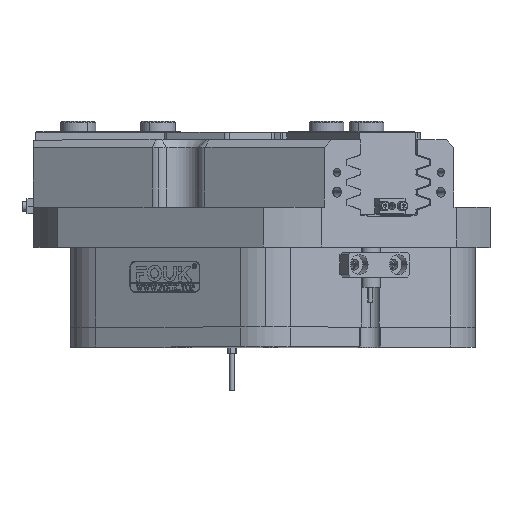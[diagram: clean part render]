
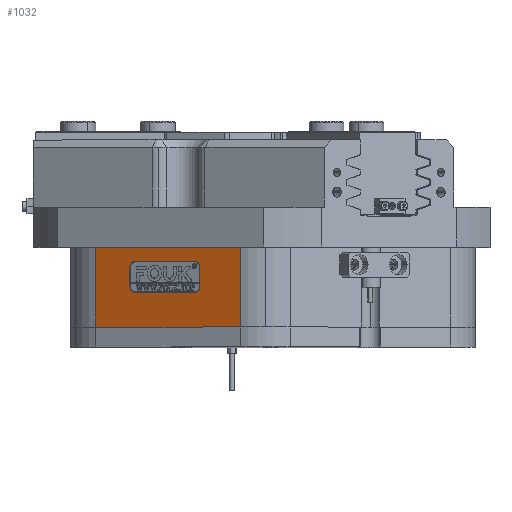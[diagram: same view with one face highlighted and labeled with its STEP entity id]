
A CAD part, top view. The second image highlights one B-rep face of the part: STEP entity #1032.
In plain terms, the highlighted planar face has unit normal (-0.5, 0, 0.866).
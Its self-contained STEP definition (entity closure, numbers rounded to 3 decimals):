
#102 = CARTESIAN_POINT ( 'NONE',  ( -54.423, 24.1, 63.264 ) ) ;
#380 = DIRECTION ( 'NONE',  ( 0.5, 0., -0.866 ) ) ;
#410 = CIRCLE ( 'NONE', #12961, 2.1 ) ;
#503 = EDGE_CURVE ( 'NONE', #38015, #23975, #4221, .T. ) ;
#742 = VERTEX_POINT ( 'NONE', #12373 ) ;
#1032 = ADVANCED_FACE ( 'NONE', ( #35315, #21534 ), #30548, .T. ) ;
#1856 = CARTESIAN_POINT ( 'NONE',  ( -30.175, 16.1, 77.264 ) ) ;
#2259 = LINE ( 'NONE', #27600, #23643 ) ;
#2624 = VERTEX_POINT ( 'NONE', #9167 ) ;
#2647 = VERTEX_POINT ( 'NONE', #32239 ) ;
#3359 = ORIENTED_EDGE ( 'NONE', *, *, #6697, .T. ) ;
#3365 = DIRECTION ( 'NONE',  ( -0.866, 0., -0.5 ) ) ;
#3950 = CARTESIAN_POINT ( 'NONE',  ( -28.356, 24.1, 78.314 ) ) ;
#3991 = VECTOR ( 'NONE', #39965, 1000. ) ;
#4221 = CIRCLE ( 'NONE', #8903, 2.1 ) ;
#4824 = CARTESIAN_POINT ( 'NONE',  ( -70., 0., 54.271 ) ) ;
#5204 = CARTESIAN_POINT ( 'NONE',  ( -30.175, 14., 77.264 ) ) ;
#6697 = EDGE_CURVE ( 'NONE', #23975, #2624, #40202, .T. ) ;
#7550 = AXIS2_PLACEMENT_3D ( 'NONE', #40352, #33543, #33400 ) ;
#8903 = AXIS2_PLACEMENT_3D ( 'NONE', #22761, #16356, #3365 ) ;
#9167 = CARTESIAN_POINT ( 'NONE',  ( -56.242, 24.1, 62.214 ) ) ;
#9570 = ORIENTED_EDGE ( 'NONE', *, *, #27777, .T. ) ;
#10162 = CARTESIAN_POINT ( 'NONE',  ( 82., 0., 142.028 ) ) ;
#10195 = EDGE_CURVE ( 'NONE', #742, #38015, #14963, .T. ) ;
#10413 = CARTESIAN_POINT ( 'NONE',  ( -28.356, 24.1, 78.314 ) ) ;
#10661 = DIRECTION ( 'NONE',  ( 0., -1., 0. ) ) ;
#10693 = DIRECTION ( 'NONE',  ( 0.5, 0., -0.866 ) ) ;
#10765 = DIRECTION ( 'NONE',  ( 0., -1., 0. ) ) ;
#10894 = LINE ( 'NONE', #16365, #28745 ) ;
#10906 = VERTEX_POINT ( 'NONE', #23671 ) ;
#11274 = DIRECTION ( 'NONE',  ( 0.866, 0., 0.5 ) ) ;
#11665 = EDGE_CURVE ( 'NONE', #15280, #29045, #34756, .T. ) ;
#12127 = ORIENTED_EDGE ( 'NONE', *, *, #37348, .F. ) ;
#12373 = CARTESIAN_POINT ( 'NONE',  ( -30.175, 14., 77.264 ) ) ;
#12438 = CIRCLE ( 'NONE', #32727, 2.1 ) ;
#12961 = AXIS2_PLACEMENT_3D ( 'NONE', #1856, #24635, #41031 ) ;
#14963 = LINE ( 'NONE', #5204, #23609 ) ;
#15267 = EDGE_CURVE ( 'NONE', #10906, #23730, #40199, .T. ) ;
#15280 = VERTEX_POINT ( 'NONE', #30833 ) ;
#16121 = VECTOR ( 'NONE', #17124, 1000. ) ;
#16356 = DIRECTION ( 'NONE',  ( 0.5, 0., -0.866 ) ) ;
#16365 = CARTESIAN_POINT ( 'NONE',  ( -30.175, 26.2, 77.264 ) ) ;
#17089 = VECTOR ( 'NONE', #34312, 1000. ) ;
#17124 = DIRECTION ( 'NONE',  ( -0.866, 0., -0.5 ) ) ;
#17738 = EDGE_CURVE ( 'NONE', #2647, #18464, #21160, .T. ) ;
#18065 = ORIENTED_EDGE ( 'NONE', *, *, #10195, .T. ) ;
#18464 = VERTEX_POINT ( 'NONE', #35284 ) ;
#19249 = CARTESIAN_POINT ( 'NONE',  ( -28.356, 16.1, 78.314 ) ) ;
#20951 = VERTEX_POINT ( 'NONE', #19249 ) ;
#21099 = CARTESIAN_POINT ( 'NONE',  ( -12., 75., 87.757 ) ) ;
#21160 = LINE ( 'NONE', #21099, #17089 ) ;
#21467 = EDGE_CURVE ( 'NONE', #32520, #15280, #10894, .T. ) ;
#21534 = FACE_BOUND ( 'NONE', #36764, .T. ) ;
#21753 = CARTESIAN_POINT ( 'NONE',  ( -54.423, 14., 63.264 ) ) ;
#22761 = CARTESIAN_POINT ( 'NONE',  ( -54.423, 16.1, 63.264 ) ) ;
#23377 = CARTESIAN_POINT ( 'NONE',  ( -30.175, 24.1, 77.264 ) ) ;
#23609 = VECTOR ( 'NONE', #37728, 1000. ) ;
#23643 = VECTOR ( 'NONE', #11274, 1000. ) ;
#23671 = CARTESIAN_POINT ( 'NONE',  ( -70., 32., 54.271 ) ) ;
#23730 = VERTEX_POINT ( 'NONE', #4824 ) ;
#23975 = VERTEX_POINT ( 'NONE', #38615 ) ;
#24635 = DIRECTION ( 'NONE',  ( 0.5, 0., -0.866 ) ) ;
#25625 = CARTESIAN_POINT ( 'NONE',  ( -54.423, 26.2, 63.264 ) ) ;
#25646 = EDGE_CURVE ( 'NONE', #20951, #742, #410, .T. ) ;
#26176 = ORIENTED_EDGE ( 'NONE', *, *, #30456, .T. ) ;
#26773 = DIRECTION ( 'NONE',  ( 0.866, 0., 0.5 ) ) ;
#26800 = EDGE_LOOP ( 'NONE', ( #12127, #29881, #38666, #38311 ) ) ;
#27231 = EDGE_CURVE ( 'NONE', #2647, #23730, #40520, .T. ) ;
#27600 = CARTESIAN_POINT ( 'NONE',  ( -41., 32., 71.014 ) ) ;
#27777 = EDGE_CURVE ( 'NONE', #29045, #20951, #36444, .T. ) ;
#28745 = VECTOR ( 'NONE', #39131, 1000. ) ;
#29045 = VERTEX_POINT ( 'NONE', #10413 ) ;
#29532 = AXIS2_PLACEMENT_3D ( 'NONE', #23377, #10693, #26773 ) ;
#29881 = ORIENTED_EDGE ( 'NONE', *, *, #15267, .T. ) ;
#30372 = ORIENTED_EDGE ( 'NONE', *, *, #21467, .T. ) ;
#30456 = EDGE_CURVE ( 'NONE', #2624, #32520, #12438, .T. ) ;
#30548 = PLANE ( 'NONE',  #7550 ) ;
#30833 = CARTESIAN_POINT ( 'NONE',  ( -30.175, 26.2, 77.264 ) ) ;
#31377 = ORIENTED_EDGE ( 'NONE', *, *, #503, .T. ) ;
#32239 = CARTESIAN_POINT ( 'NONE',  ( -12., 0., 87.757 ) ) ;
#32520 = VERTEX_POINT ( 'NONE', #25625 ) ;
#32727 = AXIS2_PLACEMENT_3D ( 'NONE', #102, #380, #32847 ) ;
#32818 = ORIENTED_EDGE ( 'NONE', *, *, #11665, .T. ) ;
#32847 = DIRECTION ( 'NONE',  ( -0.866, 0., -0.5 ) ) ;
#33065 = VECTOR ( 'NONE', #10765, 1000. ) ;
#33380 = VECTOR ( 'NONE', #10661, 1000. ) ;
#33400 = DIRECTION ( 'NONE',  ( 0.866, 0., 0.5 ) ) ;
#33543 = DIRECTION ( 'NONE',  ( -0.5, 0., 0.866 ) ) ;
#34312 = DIRECTION ( 'NONE',  ( 0., 1., 0. ) ) ;
#34756 = CIRCLE ( 'NONE', #29532, 2.1 ) ;
#35284 = CARTESIAN_POINT ( 'NONE',  ( -12., 32., 87.757 ) ) ;
#35315 = FACE_OUTER_BOUND ( 'NONE', #26800, .T. ) ;
#36444 = LINE ( 'NONE', #3950, #33380 ) ;
#36713 = CARTESIAN_POINT ( 'NONE',  ( -56.242, 24.1, 62.214 ) ) ;
#36764 = EDGE_LOOP ( 'NONE', ( #9570, #38045, #18065, #31377, #3359, #26176, #30372, #32818 ) ) ;
#36820 = CARTESIAN_POINT ( 'NONE',  ( -70., 75., 54.271 ) ) ;
#37348 = EDGE_CURVE ( 'NONE', #10906, #18464, #2259, .T. ) ;
#37728 = DIRECTION ( 'NONE',  ( -0.866, 0., -0.5 ) ) ;
#38015 = VERTEX_POINT ( 'NONE', #21753 ) ;
#38045 = ORIENTED_EDGE ( 'NONE', *, *, #25646, .T. ) ;
#38311 = ORIENTED_EDGE ( 'NONE', *, *, #17738, .T. ) ;
#38615 = CARTESIAN_POINT ( 'NONE',  ( -56.242, 16.1, 62.214 ) ) ;
#38666 = ORIENTED_EDGE ( 'NONE', *, *, #27231, .F. ) ;
#39131 = DIRECTION ( 'NONE',  ( 0.866, 0., 0.5 ) ) ;
#39965 = DIRECTION ( 'NONE',  ( 0., 1., 0. ) ) ;
#40199 = LINE ( 'NONE', #36820, #33065 ) ;
#40202 = LINE ( 'NONE', #36713, #3991 ) ;
#40352 = CARTESIAN_POINT ( 'NONE',  ( 82., 75., 142.028 ) ) ;
#40520 = LINE ( 'NONE', #10162, #16121 ) ;
#41031 = DIRECTION ( 'NONE',  ( -0.866, 0., -0.5 ) ) ;
